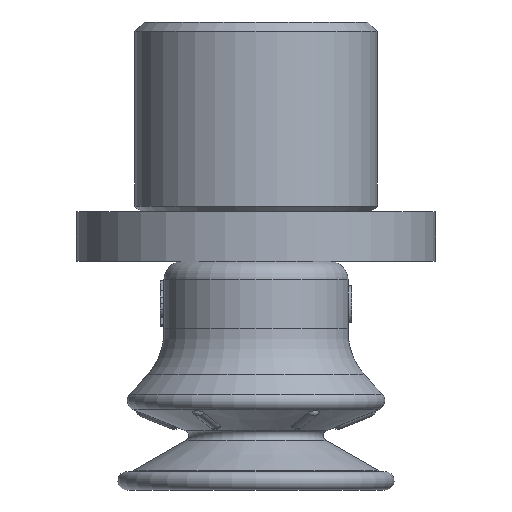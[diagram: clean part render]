
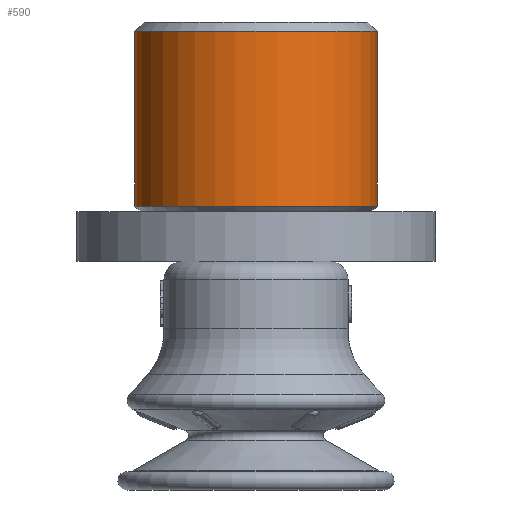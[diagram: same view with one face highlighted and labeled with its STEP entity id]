
A CAD part, left-side view. The second image highlights one B-rep face of the part: STEP entity #590.
In plain terms, the highlighted cylindrical face has radius 6.579 mm (diameter 13.157 mm), a full revolution.
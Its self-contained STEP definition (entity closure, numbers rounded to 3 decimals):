
#590 = ADVANCED_FACE( '', ( #1454, #1455 ), #1456, .T. );
#1454 = FACE_OUTER_BOUND( '', #3105, .T. );
#1455 = FACE_OUTER_BOUND( '', #3106, .T. );
#1456 = CYLINDRICAL_SURFACE( '', #3107, 6.579 );
#3105 = EDGE_LOOP( '', ( #6452 ) );
#3106 = EDGE_LOOP( '', ( #6453 ) );
#3107 = AXIS2_PLACEMENT_3D( '', #6454, #6455, #6456 );
#6452 = ORIENTED_EDGE( '', *, *, #9343, .T. );
#6453 = ORIENTED_EDGE( '', *, *, #9344, .F. );
#6454 = CARTESIAN_POINT( '', ( 0., 0., 10. ) );
#6455 = DIRECTION( '', ( 0., 0., 1. ) );
#6456 = DIRECTION( '', ( -1., 0., 0. ) );
#9343 = EDGE_CURVE( '', #10887, #10887, #10888, .T. );
#9344 = EDGE_CURVE( '', #10889, #10889, #10890, .T. );
#10887 = VERTEX_POINT( '', #13510 );
#10888 = CIRCLE( '', #13511, 6.579 );
#10889 = VERTEX_POINT( '', #13512 );
#10890 = CIRCLE( '', #13513, 6.579 );
#13510 = CARTESIAN_POINT( '', ( -6.579, 0., 9.5 ) );
#13511 = AXIS2_PLACEMENT_3D( '', #16933, #16934, #16935 );
#13512 = CARTESIAN_POINT( '', ( 6.579, 0., 0. ) );
#13513 = AXIS2_PLACEMENT_3D( '', #16936, #16937, #16938 );
#16933 = CARTESIAN_POINT( '', ( 0., 0., 9.5 ) );
#16934 = DIRECTION( '', ( 0., 0., -1. ) );
#16935 = DIRECTION( '', ( -1., 0., 0. ) );
#16936 = CARTESIAN_POINT( '', ( 0., 0., 0. ) );
#16937 = DIRECTION( '', ( 0., 0., -1. ) );
#16938 = DIRECTION( '', ( 1., 0., 0. ) );
